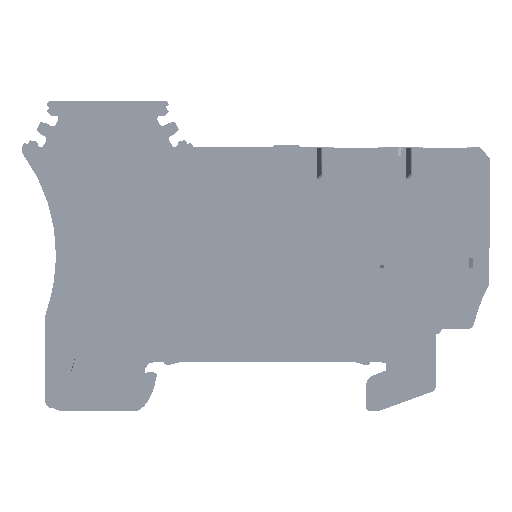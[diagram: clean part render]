
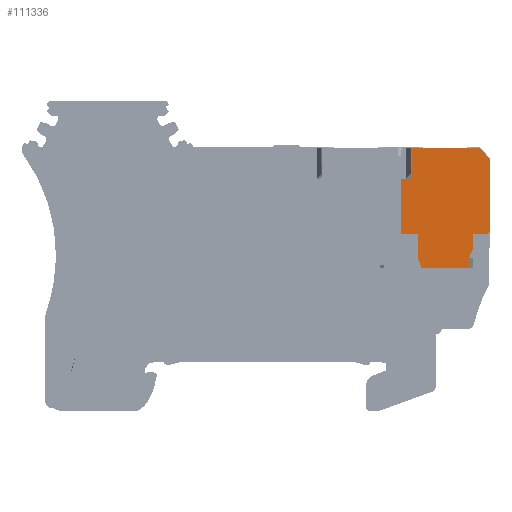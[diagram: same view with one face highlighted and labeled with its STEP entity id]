
A CAD part, left-side view. The second image highlights one B-rep face of the part: STEP entity #111336.
In plain terms, the highlighted planar face has unit normal (-1, 0, 0).
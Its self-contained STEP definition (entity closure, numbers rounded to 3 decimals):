
#110565=AXIS2_PLACEMENT_3D('Circle Axis2P3D',#110563,#110564,$) ;
#111019=AXIS2_PLACEMENT_3D('Circle Axis2P3D',#111017,#111018,$) ;
#111188=AXIS2_PLACEMENT_3D('Plane Axis2P3D',#111185,#111186,#111187) ;
#111208=AXIS2_PLACEMENT_3D('Circle Axis2P3D',#111206,#111207,$) ;
#111222=AXIS2_PLACEMENT_3D('Circle Axis2P3D',#111220,#111221,$) ;
#111234=AXIS2_PLACEMENT_3D('Circle Axis2P3D',#111232,#111233,$) ;
#111248=AXIS2_PLACEMENT_3D('Circle Axis2P3D',#111246,#111247,$) ;
#111262=AXIS2_PLACEMENT_3D('Circle Axis2P3D',#111260,#111261,$) ;
#110560=CARTESIAN_POINT('Vertex',(0.,2.2,25.75)) ;
#110563=CARTESIAN_POINT('Axis2P3D Location',(0.,2.2,25.45)) ;
#110567=CARTESIAN_POINT('Vertex',(0.,2.5,25.45)) ;
#110600=CARTESIAN_POINT('Vertex',(0.,0.5,25.75)) ;
#110603=CARTESIAN_POINT('Line Origine',(0.,1.35,25.75)) ;
#110962=CARTESIAN_POINT('Vertex',(0.,10.75,25.75)) ;
#110965=CARTESIAN_POINT('Line Origine',(0.,11.825,25.75)) ;
#110969=CARTESIAN_POINT('Vertex',(0.,12.9,25.75)) ;
#111014=CARTESIAN_POINT('Vertex',(0.,10.45,25.45)) ;
#111017=CARTESIAN_POINT('Axis2P3D Location',(0.,10.75,25.45)) ;
#111185=CARTESIAN_POINT('Axis2P3D Location',(0.,12.9,38.2)) ;
#111190=CARTESIAN_POINT('Line Origine',(0.,6.475,20.75)) ;
#111194=CARTESIAN_POINT('Vertex',(0.,9.95,20.75)) ;
#111196=CARTESIAN_POINT('Vertex',(0.,3.,20.75)) ;
#111199=CARTESIAN_POINT('Line Origine',(0.,3.,21.5)) ;
#111203=CARTESIAN_POINT('Vertex',(0.,3.,22.25)) ;
#111206=CARTESIAN_POINT('Axis2P3D Location',(0.,1.9,22.25)) ;
#111210=CARTESIAN_POINT('Vertex',(0.,2.853,22.8)) ;
#111213=CARTESIAN_POINT('Line Origine',(0.,2.71,23.047)) ;
#111217=CARTESIAN_POINT('Vertex',(0.,2.567,23.295)) ;
#111220=CARTESIAN_POINT('Axis2P3D Location',(0.,3.,23.545)) ;
#111224=CARTESIAN_POINT('Vertex',(0.,2.5,23.545)) ;
#111227=CARTESIAN_POINT('Line Origine',(0.,2.5,24.497)) ;
#111232=CARTESIAN_POINT('Axis2P3D Location',(0.,0.5,26.25)) ;
#111236=CARTESIAN_POINT('Vertex',(0.,0.,26.25)) ;
#111239=CARTESIAN_POINT('Line Origine',(0.,0.,31.296)) ;
#111243=CARTESIAN_POINT('Vertex',(0.,0.,36.342)) ;
#111246=CARTESIAN_POINT('Axis2P3D Location',(0.,0.5,36.342)) ;
#111250=CARTESIAN_POINT('Vertex',(0.,0.117,36.663)) ;
#111253=CARTESIAN_POINT('Line Origine',(0.,0.687,37.342)) ;
#111257=CARTESIAN_POINT('Vertex',(0.,1.257,38.021)) ;
#111260=CARTESIAN_POINT('Axis2P3D Location',(0.,1.64,37.7)) ;
#111264=CARTESIAN_POINT('Vertex',(0.,1.64,38.2)) ;
#111267=CARTESIAN_POINT('Line Origine',(0.,6.47,38.2)) ;
#111271=CARTESIAN_POINT('Vertex',(0.,11.3,38.2)) ;
#111274=CARTESIAN_POINT('Line Origine',(0.,11.3,36.213)) ;
#111278=CARTESIAN_POINT('Vertex',(0.,11.3,34.226)) ;
#111281=CARTESIAN_POINT('Line Origine',(0.,11.563,33.963)) ;
#111285=CARTESIAN_POINT('Vertex',(0.,11.826,33.7)) ;
#111288=CARTESIAN_POINT('Line Origine',(0.,12.363,33.7)) ;
#111292=CARTESIAN_POINT('Vertex',(0.,12.9,33.7)) ;
#111295=CARTESIAN_POINT('Line Origine',(0.,12.9,29.725)) ;
#111300=CARTESIAN_POINT('Line Origine',(0.,10.45,23.8)) ;
#111304=CARTESIAN_POINT('Vertex',(0.,10.45,22.15)) ;
#111307=CARTESIAN_POINT('Line Origine',(0.,10.2,21.45)) ;
#110564=DIRECTION('Axis2P3D Direction',(-1.,0.,0.)) ;
#110604=DIRECTION('Vector Direction',(0.,1.,0.)) ;
#110966=DIRECTION('Vector Direction',(0.,-1.,0.)) ;
#111018=DIRECTION('Axis2P3D Direction',(-1.,0.,0.)) ;
#111186=DIRECTION('Axis2P3D Direction',(-1.,0.,0.)) ;
#111187=DIRECTION('Axis2P3D XDirection',(0.,0.,-1.)) ;
#111191=DIRECTION('Vector Direction',(0.,1.,0.)) ;
#111200=DIRECTION('Vector Direction',(0.,0.,-1.)) ;
#111207=DIRECTION('Axis2P3D Direction',(-1.,0.,0.)) ;
#111214=DIRECTION('Vector Direction',(0.,0.5,-0.866)) ;
#111221=DIRECTION('Axis2P3D Direction',(-1.,0.,0.)) ;
#111228=DIRECTION('Vector Direction',(0.,0.,1.)) ;
#111233=DIRECTION('Axis2P3D Direction',(-1.,0.,0.)) ;
#111240=DIRECTION('Vector Direction',(0.,0.,1.)) ;
#111247=DIRECTION('Axis2P3D Direction',(-1.,0.,0.)) ;
#111254=DIRECTION('Vector Direction',(0.,0.643,0.766)) ;
#111261=DIRECTION('Axis2P3D Direction',(-1.,0.,0.)) ;
#111268=DIRECTION('Vector Direction',(0.,1.,0.)) ;
#111275=DIRECTION('Vector Direction',(0.,0.,-1.)) ;
#111282=DIRECTION('Vector Direction',(0.,0.707,-0.707)) ;
#111289=DIRECTION('Vector Direction',(0.,1.,0.)) ;
#111296=DIRECTION('Vector Direction',(0.,0.,1.)) ;
#111301=DIRECTION('Vector Direction',(0.,0.,-1.)) ;
#111308=DIRECTION('Vector Direction',(0.,-0.336,-0.942)) ;
#110605=VECTOR('Line Direction',#110604,1.) ;
#110967=VECTOR('Line Direction',#110966,1.) ;
#111192=VECTOR('Line Direction',#111191,1.) ;
#111201=VECTOR('Line Direction',#111200,1.) ;
#111215=VECTOR('Line Direction',#111214,1.) ;
#111229=VECTOR('Line Direction',#111228,1.) ;
#111241=VECTOR('Line Direction',#111240,1.) ;
#111255=VECTOR('Line Direction',#111254,1.) ;
#111269=VECTOR('Line Direction',#111268,1.) ;
#111276=VECTOR('Line Direction',#111275,1.) ;
#111283=VECTOR('Line Direction',#111282,1.) ;
#111290=VECTOR('Line Direction',#111289,1.) ;
#111297=VECTOR('Line Direction',#111296,1.) ;
#111302=VECTOR('Line Direction',#111301,1.) ;
#111309=VECTOR('Line Direction',#111308,1.) ;
#111313=ORIENTED_EDGE('',*,*,#111198,.T.) ;
#111314=ORIENTED_EDGE('',*,*,#111205,.T.) ;
#111315=ORIENTED_EDGE('',*,*,#111212,.F.) ;
#111316=ORIENTED_EDGE('',*,*,#111219,.F.) ;
#111317=ORIENTED_EDGE('',*,*,#111226,.T.) ;
#111318=ORIENTED_EDGE('',*,*,#111231,.T.) ;
#111319=ORIENTED_EDGE('',*,*,#110569,.F.) ;
#111320=ORIENTED_EDGE('',*,*,#110607,.F.) ;
#111321=ORIENTED_EDGE('',*,*,#111238,.T.) ;
#111322=ORIENTED_EDGE('',*,*,#111245,.T.) ;
#111323=ORIENTED_EDGE('',*,*,#111252,.T.) ;
#111324=ORIENTED_EDGE('',*,*,#111259,.T.) ;
#111325=ORIENTED_EDGE('',*,*,#111266,.T.) ;
#111326=ORIENTED_EDGE('',*,*,#111273,.T.) ;
#111327=ORIENTED_EDGE('',*,*,#111280,.F.) ;
#111328=ORIENTED_EDGE('',*,*,#111287,.T.) ;
#111329=ORIENTED_EDGE('',*,*,#111294,.T.) ;
#111330=ORIENTED_EDGE('',*,*,#111299,.T.) ;
#111331=ORIENTED_EDGE('',*,*,#110971,.F.) ;
#111332=ORIENTED_EDGE('',*,*,#111021,.F.) ;
#111333=ORIENTED_EDGE('',*,*,#111306,.F.) ;
#111334=ORIENTED_EDGE('',*,*,#111311,.F.) ;
#111336=ADVANCED_FACE('Brep With Voids',(#111335),#111189,.T.) ;
#110566=CIRCLE('generated circle',#110565,0.3) ;
#111020=CIRCLE('generated circle',#111019,0.3) ;
#111209=CIRCLE('generated circle',#111208,1.1) ;
#111223=CIRCLE('generated circle',#111222,0.5) ;
#111235=CIRCLE('generated circle',#111234,0.5) ;
#111249=CIRCLE('generated circle',#111248,0.5) ;
#111263=CIRCLE('generated circle',#111262,0.5) ;
#110569=EDGE_CURVE('',#110561,#110568,#110566,.T.) ;
#110607=EDGE_CURVE('',#110601,#110561,#110606,.T.) ;
#110971=EDGE_CURVE('',#110963,#110970,#110968,.F.) ;
#111021=EDGE_CURVE('',#111015,#110963,#111020,.T.) ;
#111198=EDGE_CURVE('',#111195,#111197,#111193,.F.) ;
#111205=EDGE_CURVE('',#111197,#111204,#111202,.F.) ;
#111212=EDGE_CURVE('',#111211,#111204,#111209,.T.) ;
#111219=EDGE_CURVE('',#111218,#111211,#111216,.T.) ;
#111226=EDGE_CURVE('',#111218,#111225,#111223,.T.) ;
#111231=EDGE_CURVE('',#111225,#110568,#111230,.T.) ;
#111238=EDGE_CURVE('',#110601,#111237,#111235,.T.) ;
#111245=EDGE_CURVE('',#111237,#111244,#111242,.T.) ;
#111252=EDGE_CURVE('',#111244,#111251,#111249,.T.) ;
#111259=EDGE_CURVE('',#111251,#111258,#111256,.T.) ;
#111266=EDGE_CURVE('',#111258,#111265,#111263,.T.) ;
#111273=EDGE_CURVE('',#111265,#111272,#111270,.T.) ;
#111280=EDGE_CURVE('',#111279,#111272,#111277,.F.) ;
#111287=EDGE_CURVE('',#111279,#111286,#111284,.T.) ;
#111294=EDGE_CURVE('',#111286,#111293,#111291,.T.) ;
#111299=EDGE_CURVE('',#111293,#110970,#111298,.F.) ;
#111306=EDGE_CURVE('',#111305,#111015,#111303,.F.) ;
#111311=EDGE_CURVE('',#111195,#111305,#111310,.F.) ;
#111312=EDGE_LOOP('',(#111313,#111314,#111315,#111316,#111317,#111318,#111319,#111320,#111321,#111322,#111323,#111324,#111325,#111326,#111327,#111328,#111329,#111330,#111331,#111332,#111333,#111334)) ;
#111335=FACE_OUTER_BOUND('',#111312,.T.) ;
#110606=LINE('Line',#110603,#110605) ;
#110968=LINE('Line',#110965,#110967) ;
#111193=LINE('Line',#111190,#111192) ;
#111202=LINE('Line',#111199,#111201) ;
#111216=LINE('Line',#111213,#111215) ;
#111230=LINE('Line',#111227,#111229) ;
#111242=LINE('Line',#111239,#111241) ;
#111256=LINE('Line',#111253,#111255) ;
#111270=LINE('Line',#111267,#111269) ;
#111277=LINE('Line',#111274,#111276) ;
#111284=LINE('Line',#111281,#111283) ;
#111291=LINE('Line',#111288,#111290) ;
#111298=LINE('Line',#111295,#111297) ;
#111303=LINE('Line',#111300,#111302) ;
#111310=LINE('Line',#111307,#111309) ;
#111189=PLANE('',#111188) ;
#110561=VERTEX_POINT('',#110560) ;
#110568=VERTEX_POINT('',#110567) ;
#110601=VERTEX_POINT('',#110600) ;
#110963=VERTEX_POINT('',#110962) ;
#110970=VERTEX_POINT('',#110969) ;
#111015=VERTEX_POINT('',#111014) ;
#111195=VERTEX_POINT('',#111194) ;
#111197=VERTEX_POINT('',#111196) ;
#111204=VERTEX_POINT('',#111203) ;
#111211=VERTEX_POINT('',#111210) ;
#111218=VERTEX_POINT('',#111217) ;
#111225=VERTEX_POINT('',#111224) ;
#111237=VERTEX_POINT('',#111236) ;
#111244=VERTEX_POINT('',#111243) ;
#111251=VERTEX_POINT('',#111250) ;
#111258=VERTEX_POINT('',#111257) ;
#111265=VERTEX_POINT('',#111264) ;
#111272=VERTEX_POINT('',#111271) ;
#111279=VERTEX_POINT('',#111278) ;
#111286=VERTEX_POINT('',#111285) ;
#111293=VERTEX_POINT('',#111292) ;
#111305=VERTEX_POINT('',#111304) ;
